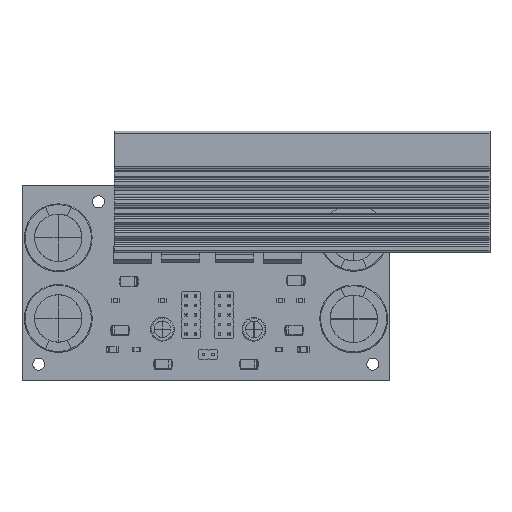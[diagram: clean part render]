
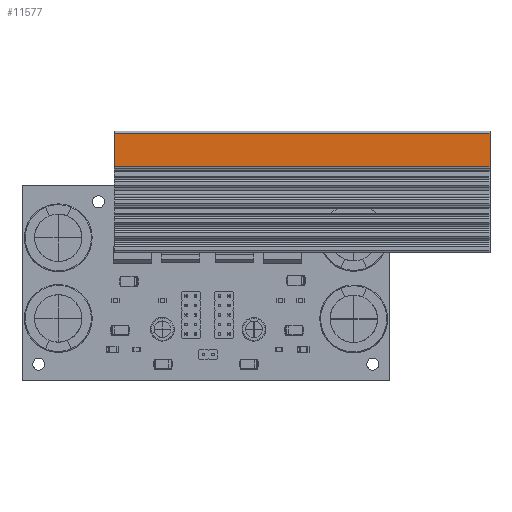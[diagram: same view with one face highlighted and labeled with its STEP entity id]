
A CAD part, top view. The second image highlights one B-rep face of the part: STEP entity #11577.
In plain terms, the highlighted face is planar.
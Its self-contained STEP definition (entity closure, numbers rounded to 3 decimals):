
#5877 = PLANE('',#5878);
#5878 = AXIS2_PLACEMENT_3D('',#5879,#5880,#5881);
#5879 = CARTESIAN_POINT('',(12.034,18.41,0.));
#5880 = DIRECTION('',(0.,0.,1.));
#5881 = DIRECTION('',(1.,0.,-0.));
#6732 = VERTEX_POINT('',#6733);
#6733 = CARTESIAN_POINT('',(28.5,28.,0.));
#6752 = CYLINDRICAL_SURFACE('',#6753,0.5);
#6753 = AXIS2_PLACEMENT_3D('',#6754,#6755,#6756);
#6754 = CARTESIAN_POINT('',(28.5,27.5,0.));
#6755 = DIRECTION('',(0.,0.,1.));
#6756 = DIRECTION('',(0.,1.,0.));
#6764 = EDGE_CURVE('',#6732,#6765,#6767,.T.);
#6765 = VERTEX_POINT('',#6766);
#6766 = CARTESIAN_POINT('',(19.48,28.,0.));
#6767 = SURFACE_CURVE('',#6768,(#6772,#6779),.PCURVE_S1.);
#6768 = LINE('',#6769,#6770);
#6769 = CARTESIAN_POINT('',(29.,28.,0.));
#6770 = VECTOR('',#6771,1.);
#6771 = DIRECTION('',(-1.,0.,0.));
#6772 = PCURVE('',#5877,#6773);
#6773 = DEFINITIONAL_REPRESENTATION('',(#6774),#6778);
#6774 = LINE('',#6775,#6776);
#6775 = CARTESIAN_POINT('',(16.966,9.59));
#6776 = VECTOR('',#6777,1.);
#6777 = DIRECTION('',(-1.,0.));
#6778 = ( GEOMETRIC_REPRESENTATION_CONTEXT(2) 
PARAMETRIC_REPRESENTATION_CONTEXT() REPRESENTATION_CONTEXT('2D SPACE',''
  ) );
#6779 = PCURVE('',#6780,#6785);
#6780 = PLANE('',#6781);
#6781 = AXIS2_PLACEMENT_3D('',#6782,#6783,#6784);
#6782 = CARTESIAN_POINT('',(29.,28.,0.));
#6783 = DIRECTION('',(0.,-1.,0.));
#6784 = DIRECTION('',(-1.,0.,0.));
#6785 = DEFINITIONAL_REPRESENTATION('',(#6786),#6790);
#6786 = LINE('',#6787,#6788);
#6787 = CARTESIAN_POINT('',(0.,-0.));
#6788 = VECTOR('',#6789,1.);
#6789 = DIRECTION('',(1.,0.));
#6790 = ( GEOMETRIC_REPRESENTATION_CONTEXT(2) 
PARAMETRIC_REPRESENTATION_CONTEXT() REPRESENTATION_CONTEXT('2D SPACE',''
  ) );
#6813 = CYLINDRICAL_SURFACE('',#6814,0.5);
#6814 = AXIS2_PLACEMENT_3D('',#6815,#6816,#6817);
#6815 = CARTESIAN_POINT('',(19.48,27.5,0.));
#6816 = DIRECTION('',(0.,0.,1.));
#6817 = DIRECTION('',(-0.999,0.04,0.));
#8556 = PLANE('',#8557);
#8557 = AXIS2_PLACEMENT_3D('',#8558,#8559,#8560);
#8558 = CARTESIAN_POINT('',(12.034,18.41,100.));
#8559 = DIRECTION('',(0.,0.,1.));
#8560 = DIRECTION('',(1.,0.,-0.));
#11473 = EDGE_CURVE('',#6732,#11474,#11476,.T.);
#11474 = VERTEX_POINT('',#11475);
#11475 = CARTESIAN_POINT('',(28.5,28.,100.));
#11476 = SURFACE_CURVE('',#11477,(#11481,#11488),.PCURVE_S1.);
#11477 = LINE('',#11478,#11479);
#11478 = CARTESIAN_POINT('',(28.5,28.,0.));
#11479 = VECTOR('',#11480,1.);
#11480 = DIRECTION('',(0.,0.,1.));
#11481 = PCURVE('',#6752,#11482);
#11482 = DEFINITIONAL_REPRESENTATION('',(#11483),#11487);
#11483 = LINE('',#11484,#11485);
#11484 = CARTESIAN_POINT('',(6.283,0.));
#11485 = VECTOR('',#11486,1.);
#11486 = DIRECTION('',(-0.,1.));
#11487 = ( GEOMETRIC_REPRESENTATION_CONTEXT(2) 
PARAMETRIC_REPRESENTATION_CONTEXT() REPRESENTATION_CONTEXT('2D SPACE',''
  ) );
#11488 = PCURVE('',#6780,#11489);
#11489 = DEFINITIONAL_REPRESENTATION('',(#11490),#11494);
#11490 = LINE('',#11491,#11492);
#11491 = CARTESIAN_POINT('',(0.5,0.));
#11492 = VECTOR('',#11493,1.);
#11493 = DIRECTION('',(0.,-1.));
#11494 = ( GEOMETRIC_REPRESENTATION_CONTEXT(2) 
PARAMETRIC_REPRESENTATION_CONTEXT() REPRESENTATION_CONTEXT('2D SPACE',''
  ) );
#11577 = ADVANCED_FACE('',(#11578),#6780,.F.);
#11578 = FACE_BOUND('',#11579,.F.);
#11579 = EDGE_LOOP('',(#11580,#11581,#11582,#11605));
#11580 = ORIENTED_EDGE('',*,*,#6764,.F.);
#11581 = ORIENTED_EDGE('',*,*,#11473,.T.);
#11582 = ORIENTED_EDGE('',*,*,#11583,.T.);
#11583 = EDGE_CURVE('',#11474,#11584,#11586,.T.);
#11584 = VERTEX_POINT('',#11585);
#11585 = CARTESIAN_POINT('',(19.48,28.,100.));
#11586 = SURFACE_CURVE('',#11587,(#11591,#11598),.PCURVE_S1.);
#11587 = LINE('',#11588,#11589);
#11588 = CARTESIAN_POINT('',(29.,28.,100.));
#11589 = VECTOR('',#11590,1.);
#11590 = DIRECTION('',(-1.,0.,0.));
#11591 = PCURVE('',#6780,#11592);
#11592 = DEFINITIONAL_REPRESENTATION('',(#11593),#11597);
#11593 = LINE('',#11594,#11595);
#11594 = CARTESIAN_POINT('',(0.,-100.));
#11595 = VECTOR('',#11596,1.);
#11596 = DIRECTION('',(1.,0.));
#11597 = ( GEOMETRIC_REPRESENTATION_CONTEXT(2) 
PARAMETRIC_REPRESENTATION_CONTEXT() REPRESENTATION_CONTEXT('2D SPACE',''
  ) );
#11598 = PCURVE('',#8556,#11599);
#11599 = DEFINITIONAL_REPRESENTATION('',(#11600),#11604);
#11600 = LINE('',#11601,#11602);
#11601 = CARTESIAN_POINT('',(16.966,9.59));
#11602 = VECTOR('',#11603,1.);
#11603 = DIRECTION('',(-1.,0.));
#11604 = ( GEOMETRIC_REPRESENTATION_CONTEXT(2) 
PARAMETRIC_REPRESENTATION_CONTEXT() REPRESENTATION_CONTEXT('2D SPACE',''
  ) );
#11605 = ORIENTED_EDGE('',*,*,#11606,.F.);
#11606 = EDGE_CURVE('',#6765,#11584,#11607,.T.);
#11607 = SURFACE_CURVE('',#11608,(#11612,#11619),.PCURVE_S1.);
#11608 = LINE('',#11609,#11610);
#11609 = CARTESIAN_POINT('',(19.48,28.,0.));
#11610 = VECTOR('',#11611,1.);
#11611 = DIRECTION('',(0.,0.,1.));
#11612 = PCURVE('',#6780,#11613);
#11613 = DEFINITIONAL_REPRESENTATION('',(#11614),#11618);
#11614 = LINE('',#11615,#11616);
#11615 = CARTESIAN_POINT('',(9.52,0.));
#11616 = VECTOR('',#11617,1.);
#11617 = DIRECTION('',(0.,-1.));
#11618 = ( GEOMETRIC_REPRESENTATION_CONTEXT(2) 
PARAMETRIC_REPRESENTATION_CONTEXT() REPRESENTATION_CONTEXT('2D SPACE',''
  ) );
#11619 = PCURVE('',#6813,#11620);
#11620 = DEFINITIONAL_REPRESENTATION('',(#11621),#11625);
#11621 = LINE('',#11622,#11623);
#11622 = CARTESIAN_POINT('',(4.752,0.));
#11623 = VECTOR('',#11624,1.);
#11624 = DIRECTION('',(-0.,1.));
#11625 = ( GEOMETRIC_REPRESENTATION_CONTEXT(2) 
PARAMETRIC_REPRESENTATION_CONTEXT() REPRESENTATION_CONTEXT('2D SPACE',''
  ) );
